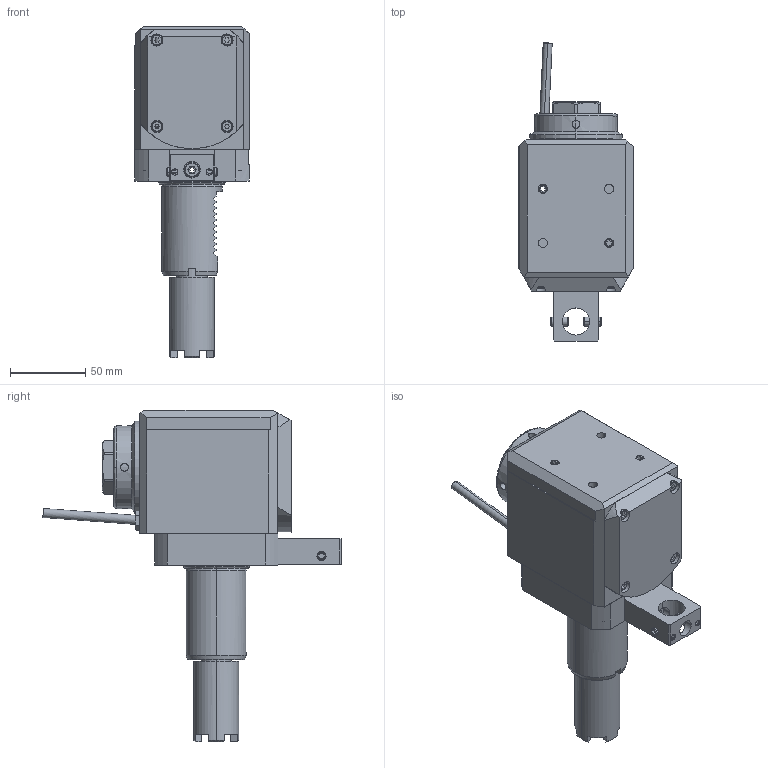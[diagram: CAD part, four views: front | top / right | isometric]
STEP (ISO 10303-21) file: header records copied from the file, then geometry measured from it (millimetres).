
FILE_DESCRIPTION (( 'STEP AP203' ), '1' );
FILE_NAME ('04-0775.STEP', '2023-09-13T17:04:21', ( '' ), ( '' ), 'SwSTEP 2.0', 'SolidWorks 2022', '' );
FILE_SCHEMA (( 'CONFIG_CONTROL_DESIGN' ));
Length unit declared in the file: inch
Products named in the file (1): 04-0775
Bounding box: 76 x 198.17 x 220.55 mm (x, y, z)
Surface area: 90654.8 mm2 (no closed solid volume)
Topology: 0 solids, 43 shells, 520 faces, 1584 edges, 1116 vertices
Faces by surface type: plane 303, cylinder 115, cone 75, bspline 21, torus 6
Entity records: 24321 total; most frequent: CARTESIAN_POINT 10774, ORIENTED_EDGE 2690, DIRECTION 2552, EDGE_CURVE 1580, VERTEX_POINT 1116, AXIS2_PLACEMENT_3D 873, LINE 806, VECTOR 806
